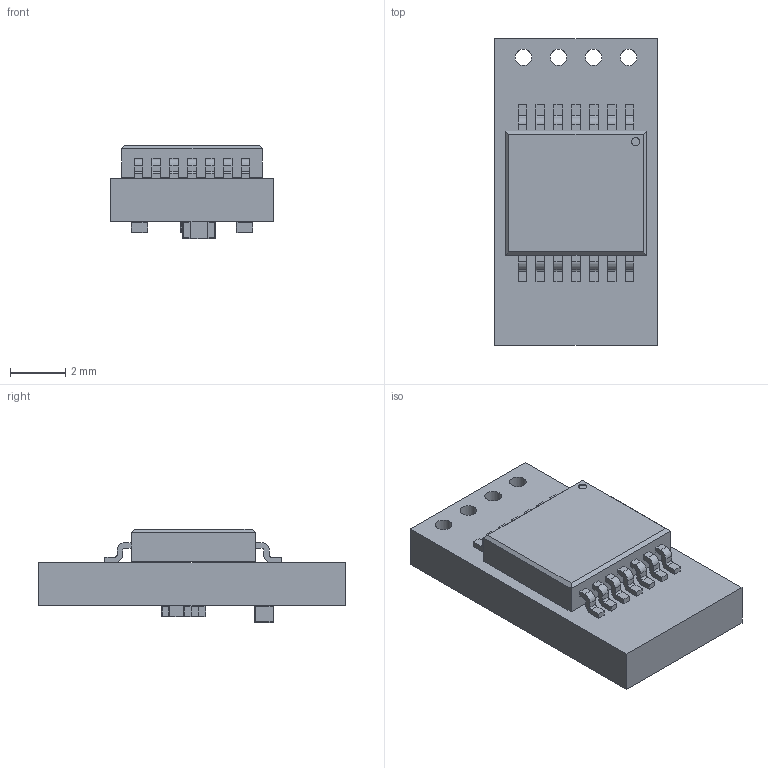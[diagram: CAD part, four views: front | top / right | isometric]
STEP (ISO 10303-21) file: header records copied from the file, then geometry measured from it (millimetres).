
FILE_DESCRIPTION(/* description */ (''),/* implementation_level */ '2;1');
FILE_NAME(/* name */ 'encoder_pcb_fusion_v4.step',/* time_stamp */ '2019-02-22T16:10:59+01:00',/* author */ (''),/* organization */ (''),/* preprocessor_version */ 'ST-DEVELOPER v17.2',/* originating_system */ 'Autodesk Translation Framework v7.6.0.251',/* authorisation */ '');
FILE_SCHEMA (('AUTOMOTIVE_DESIGN { 1 0 10303 214 3 1 1 }'));
Length unit declared in the file: millimetre
Products named in the file (7): micromouse2019_enc; PCB Component; Board; 10k; 100n; AS5047D; ENC_PORT_MODULE
Assembly tree (8 placements, depth 3):
  micromouse2019_enc
    PCB Component
      Board
      10k  x3
      100n
      AS5047D
      ENC_PORT_MODULE
Bounding box: 5.9 x 11.11 x 3.37 mm (x, y, z)
Volume: 129 mm3; surface area: 299.4 mm2
Topology: 6 solids, 6 shells, 433 faces, 999 edges, 601 vertices
Faces by surface type: plane 207, cylinder 162, sphere 64
Full cylindrical faces by diameter (mm): 0.3 x1, 0.35 x5, 0.6 x4
Entity records: 9944 total; most frequent: DIRECTION 1684, CARTESIAN_POINT 1608, ORIENTED_EDGE 1566, EDGE_CURVE 783, AXIS2_PLACEMENT_3D 565, LINE 554, VECTOR 554, VERTEX_POINT 489
